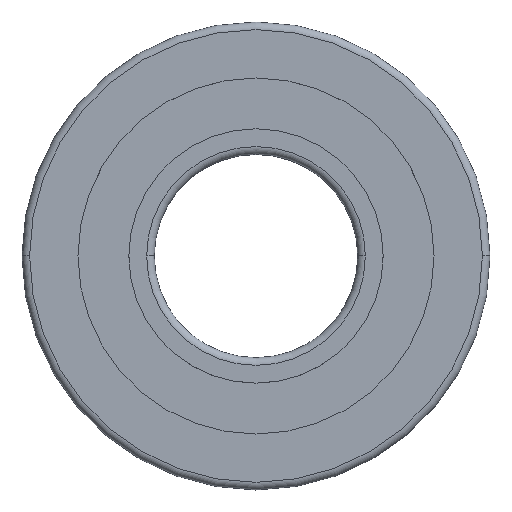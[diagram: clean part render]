
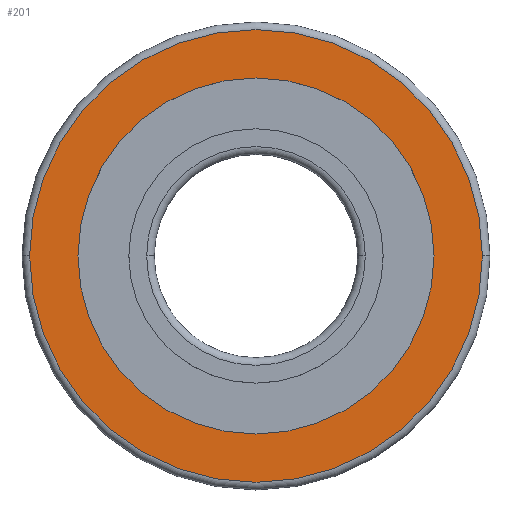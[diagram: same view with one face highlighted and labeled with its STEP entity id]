
A CAD part, top view. The second image highlights one B-rep face of the part: STEP entity #201.
In plain terms, the highlighted planar face has unit normal (0, 0, 1).
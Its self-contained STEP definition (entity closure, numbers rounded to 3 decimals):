
#4 = CIRCLE ( 'NONE', #589, 4.45 ) ;
#44 = AXIS2_PLACEMENT_3D ( 'NONE', #819, #751, #317 ) ;
#60 = CIRCLE ( 'NONE', #107, 4.45 ) ;
#63 = DIRECTION ( 'NONE',  ( 0., 0., 1. ) ) ;
#107 = AXIS2_PLACEMENT_3D ( 'NONE', #581, #157, #656 ) ;
#112 = EDGE_CURVE ( 'NONE', #875, #123, #485, .T. ) ;
#123 = VERTEX_POINT ( 'NONE', #843 ) ;
#157 = DIRECTION ( 'NONE',  ( 0., 0., 1. ) ) ;
#201 = ADVANCED_FACE ( 'NONE', ( #729, #540 ), #252, .T. ) ;
#213 = DIRECTION ( 'NONE',  ( 0., 0., 1. ) ) ;
#252 = PLANE ( 'NONE',  #44 ) ;
#262 = CARTESIAN_POINT ( 'NONE',  ( 0., 0., 3. ) ) ;
#317 = DIRECTION ( 'NONE',  ( 1., 0., 0. ) ) ;
#332 = DIRECTION ( 'NONE',  ( 1., 0., 0. ) ) ;
#346 = CIRCLE ( 'NONE', #398, 3.5 ) ;
#350 = CARTESIAN_POINT ( 'NONE',  ( 4.45, 0., 3. ) ) ;
#355 = EDGE_CURVE ( 'NONE', #583, #515, #4, .T. ) ;
#375 = ORIENTED_EDGE ( 'NONE', *, *, #765, .T. ) ;
#397 = ORIENTED_EDGE ( 'NONE', *, *, #602, .F. ) ;
#398 = AXIS2_PLACEMENT_3D ( 'NONE', #262, #761, #332 ) ;
#420 = EDGE_LOOP ( 'NONE', ( #824, #375 ) ) ;
#449 = CARTESIAN_POINT ( 'NONE',  ( 3.5, 0., 3. ) ) ;
#450 = EDGE_LOOP ( 'NONE', ( #597, #397 ) ) ;
#479 = CARTESIAN_POINT ( 'NONE',  ( 0., 0., 3. ) ) ;
#485 = CIRCLE ( 'NONE', #699, 3.5 ) ;
#515 = VERTEX_POINT ( 'NONE', #544 ) ;
#540 = FACE_BOUND ( 'NONE', #450, .T. ) ;
#544 = CARTESIAN_POINT ( 'NONE',  ( -4.45, 0., 3. ) ) ;
#560 = DIRECTION ( 'NONE',  ( 1., 0., 0. ) ) ;
#581 = CARTESIAN_POINT ( 'NONE',  ( 0., 0., 3. ) ) ;
#583 = VERTEX_POINT ( 'NONE', #350 ) ;
#589 = AXIS2_PLACEMENT_3D ( 'NONE', #648, #213, #718 ) ;
#597 = ORIENTED_EDGE ( 'NONE', *, *, #112, .F. ) ;
#602 = EDGE_CURVE ( 'NONE', #123, #875, #346, .T. ) ;
#648 = CARTESIAN_POINT ( 'NONE',  ( 0., 0., 3. ) ) ;
#656 = DIRECTION ( 'NONE',  ( 1., 0., 0. ) ) ;
#699 = AXIS2_PLACEMENT_3D ( 'NONE', #479, #63, #560 ) ;
#718 = DIRECTION ( 'NONE',  ( 1., 0., 0. ) ) ;
#729 = FACE_OUTER_BOUND ( 'NONE', #420, .T. ) ;
#751 = DIRECTION ( 'NONE',  ( 0., 0., 1. ) ) ;
#761 = DIRECTION ( 'NONE',  ( 0., 0., 1. ) ) ;
#765 = EDGE_CURVE ( 'NONE', #515, #583, #60, .T. ) ;
#819 = CARTESIAN_POINT ( 'NONE',  ( 0., 0., 3. ) ) ;
#824 = ORIENTED_EDGE ( 'NONE', *, *, #355, .T. ) ;
#843 = CARTESIAN_POINT ( 'NONE',  ( -3.5, 0., 3. ) ) ;
#875 = VERTEX_POINT ( 'NONE', #449 ) ;
